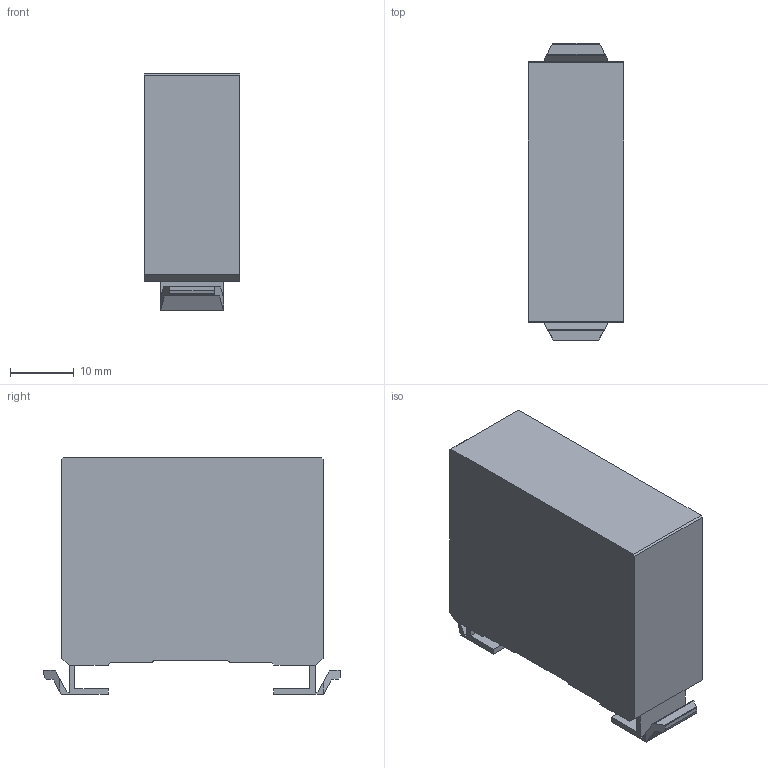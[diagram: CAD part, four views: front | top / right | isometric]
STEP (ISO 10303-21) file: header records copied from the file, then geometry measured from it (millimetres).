
FILE_DESCRIPTION((''),'2;1');
FILE_NAME('3d_BFX5003.stp','2012-10-03T13:26:53',(''),(''),'Mechanical Desktop 2011','Mechanical Desktop 2011',', , ');
FILE_SCHEMA(('CONFIG_CONTROL_DESIGN'));
Length unit declared in the file: millimetre
Products named in the file (1): Product
Bounding box: 15 x 46.74 x 37.17 mm (x, y, z)
Volume: 20078.6 mm3; surface area: 5553.9 mm2
Topology: 3 solids, 3 shells, 76 faces, 222 edges, 164 vertices
Faces by surface type: plane 74, bspline 2
Entity records: 2540 total; most frequent: CARTESIAN_POINT 457, ORIENTED_EDGE 420, DIRECTION 372, VECTOR 222, LINE 222, EDGE_CURVE 210, VERTEX_POINT 140, EDGE_LOOP 76
